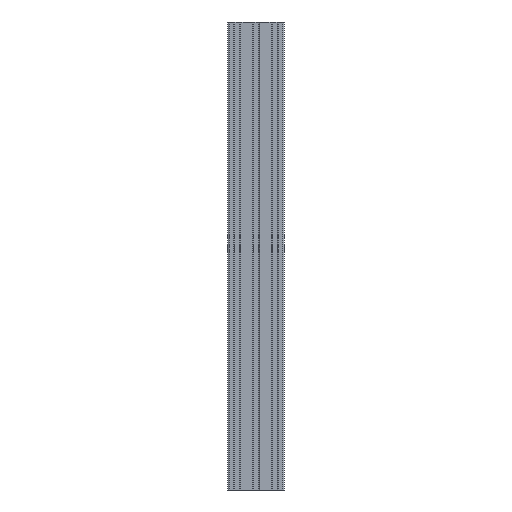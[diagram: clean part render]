
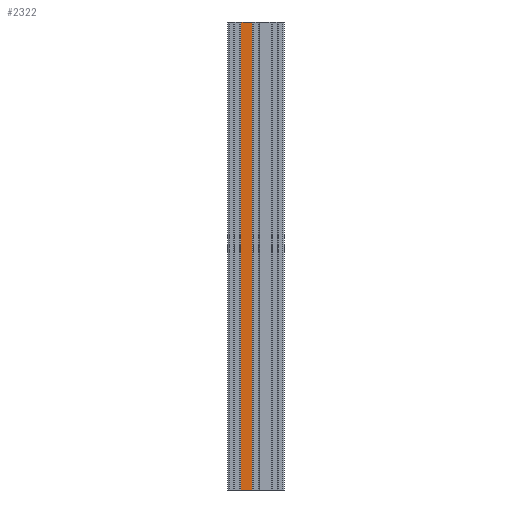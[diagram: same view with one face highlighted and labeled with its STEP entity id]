
A CAD part, front view. The second image highlights one B-rep face of the part: STEP entity #2322.
In plain terms, the highlighted planar face has unit normal (0, -1, 0).
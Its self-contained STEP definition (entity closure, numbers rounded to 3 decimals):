
#120 = VERTEX_POINT ( 'NONE', #16264 ) ;
#239 = VECTOR ( 'NONE', #5378, 1000. ) ;
#1376 = CARTESIAN_POINT ( 'NONE',  ( -3.9, -10., 500. ) ) ;
#1748 = LINE ( 'NONE', #8607, #5676 ) ;
#1990 = DIRECTION ( 'NONE',  ( 1., 0., 0. ) ) ;
#2322 = ADVANCED_FACE ( 'NONE', ( #15389 ), #11945, .F. ) ;
#2760 = CARTESIAN_POINT ( 'NONE',  ( -16.1, -10., 500. ) ) ;
#3049 = DIRECTION ( 'NONE',  ( 0., 1., 0. ) ) ;
#3470 = CARTESIAN_POINT ( 'NONE',  ( 0., -10., 0. ) ) ;
#4132 = DIRECTION ( 'NONE',  ( 0., 0., -1. ) ) ;
#4188 = LINE ( 'NONE', #12800, #239 ) ;
#5378 = DIRECTION ( 'NONE',  ( 0., 0., -1. ) ) ;
#5676 = VECTOR ( 'NONE', #19069, 1000. ) ;
#6179 = LINE ( 'NONE', #17566, #13614 ) ;
#7716 = VERTEX_POINT ( 'NONE', #1376 ) ;
#8007 = ORIENTED_EDGE ( 'NONE', *, *, #14408, .T. ) ;
#8087 = CARTESIAN_POINT ( 'NONE',  ( -3.9, -10., 0. ) ) ;
#8607 = CARTESIAN_POINT ( 'NONE',  ( 0., -10., 500. ) ) ;
#8957 = CARTESIAN_POINT ( 'NONE',  ( 0., -10., 500. ) ) ;
#9391 = VECTOR ( 'NONE', #1990, 1000. ) ;
#9972 = ORIENTED_EDGE ( 'NONE', *, *, #11138, .F. ) ;
#10839 = VERTEX_POINT ( 'NONE', #2760 ) ;
#11138 = EDGE_CURVE ( 'NONE', #7716, #16786, #6179, .T. ) ;
#11421 = EDGE_CURVE ( 'NONE', #120, #16786, #17346, .T. ) ;
#11656 = EDGE_CURVE ( 'NONE', #10839, #7716, #1748, .T. ) ;
#11945 = PLANE ( 'NONE',  #14138 ) ;
#12800 = CARTESIAN_POINT ( 'NONE',  ( -16.1, -10., 500. ) ) ;
#13447 = DIRECTION ( 'NONE',  ( 0., 0., 1. ) ) ;
#13614 = VECTOR ( 'NONE', #4132, 1000. ) ;
#14114 = ORIENTED_EDGE ( 'NONE', *, *, #11421, .T. ) ;
#14138 = AXIS2_PLACEMENT_3D ( 'NONE', #8957, #3049, #13447 ) ;
#14143 = EDGE_LOOP ( 'NONE', ( #14114, #9972, #17360, #8007 ) ) ;
#14408 = EDGE_CURVE ( 'NONE', #10839, #120, #4188, .T. ) ;
#15389 = FACE_OUTER_BOUND ( 'NONE', #14143, .T. ) ;
#16264 = CARTESIAN_POINT ( 'NONE',  ( -16.1, -10., 0. ) ) ;
#16786 = VERTEX_POINT ( 'NONE', #8087 ) ;
#17346 = LINE ( 'NONE', #3470, #9391 ) ;
#17360 = ORIENTED_EDGE ( 'NONE', *, *, #11656, .F. ) ;
#17566 = CARTESIAN_POINT ( 'NONE',  ( -3.9, -10., 500. ) ) ;
#19069 = DIRECTION ( 'NONE',  ( 1., 0., 0. ) ) ;
